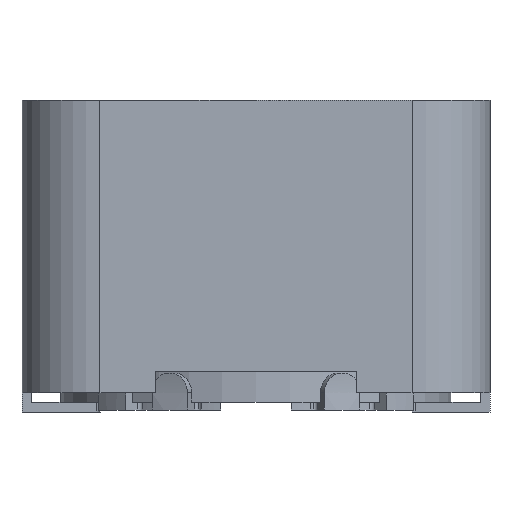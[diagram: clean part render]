
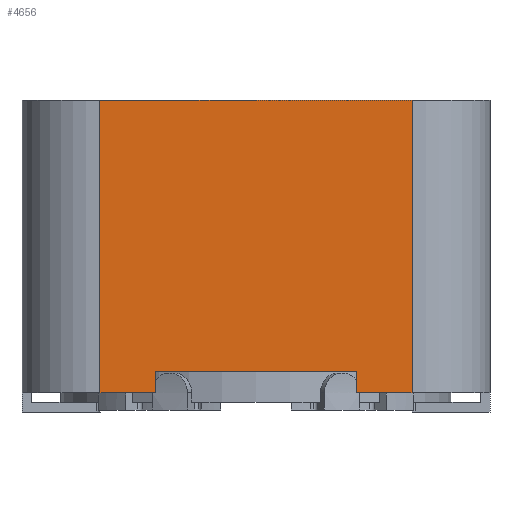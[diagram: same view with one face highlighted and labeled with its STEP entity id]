
A CAD part, left-side view. The second image highlights one B-rep face of the part: STEP entity #4656.
In plain terms, the highlighted planar face has unit normal (-1, 0, 0).
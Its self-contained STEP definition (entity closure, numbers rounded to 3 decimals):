
#4074 = VERTEX_POINT('',#4075);
#4075 = CARTESIAN_POINT('',(-6.,4.,8.));
#4082 = EDGE_CURVE('',#4074,#4083,#4085,.T.);
#4083 = VERTEX_POINT('',#4084);
#4084 = CARTESIAN_POINT('',(-6.,-4.,8.));
#4085 = LINE('',#4086,#4087);
#4086 = CARTESIAN_POINT('',(-6.,6.,8.));
#4087 = VECTOR('',#4088,1.);
#4088 = DIRECTION('',(0.,-1.,0.));
#4440 = VERTEX_POINT('',#4441);
#4441 = CARTESIAN_POINT('',(-6.,-4.,0.5));
#4448 = EDGE_CURVE('',#4449,#4440,#4451,.T.);
#4449 = VERTEX_POINT('',#4450);
#4450 = CARTESIAN_POINT('',(-6.,-2.575,0.5));
#4451 = LINE('',#4452,#4453);
#4452 = CARTESIAN_POINT('',(-6.,6.,0.5));
#4453 = VECTOR('',#4454,1.);
#4454 = DIRECTION('',(0.,-1.,0.));
#4656 = ADVANCED_FACE('',(#4657),#4705,.F.);
#4657 = FACE_BOUND('',#4658,.T.);
#4658 = EDGE_LOOP('',(#4659,#4669,#4675,#4676,#4682,#4683,#4691,#4699));
#4659 = ORIENTED_EDGE('',*,*,#4660,.T.);
#4660 = EDGE_CURVE('',#4661,#4663,#4665,.T.);
#4661 = VERTEX_POINT('',#4662);
#4662 = CARTESIAN_POINT('',(-6.,2.575,1.05));
#4663 = VERTEX_POINT('',#4664);
#4664 = CARTESIAN_POINT('',(-6.,-2.575,1.05));
#4665 = LINE('',#4666,#4667);
#4666 = CARTESIAN_POINT('',(-6.,6.,1.05));
#4667 = VECTOR('',#4668,1.);
#4668 = DIRECTION('',(0.,-1.,0.));
#4669 = ORIENTED_EDGE('',*,*,#4670,.T.);
#4670 = EDGE_CURVE('',#4663,#4449,#4671,.T.);
#4671 = LINE('',#4672,#4673);
#4672 = CARTESIAN_POINT('',(-6.,-2.575,8.));
#4673 = VECTOR('',#4674,1.);
#4674 = DIRECTION('',(0.,0.,-1.));
#4675 = ORIENTED_EDGE('',*,*,#4448,.T.);
#4676 = ORIENTED_EDGE('',*,*,#4677,.F.);
#4677 = EDGE_CURVE('',#4083,#4440,#4678,.T.);
#4678 = LINE('',#4679,#4680);
#4679 = CARTESIAN_POINT('',(-6.,-4.,8.));
#4680 = VECTOR('',#4681,1.);
#4681 = DIRECTION('',(0.,0.,-1.));
#4682 = ORIENTED_EDGE('',*,*,#4082,.F.);
#4683 = ORIENTED_EDGE('',*,*,#4684,.T.);
#4684 = EDGE_CURVE('',#4074,#4685,#4687,.T.);
#4685 = VERTEX_POINT('',#4686);
#4686 = CARTESIAN_POINT('',(-6.,4.,0.5));
#4687 = LINE('',#4688,#4689);
#4688 = CARTESIAN_POINT('',(-6.,4.,8.));
#4689 = VECTOR('',#4690,1.);
#4690 = DIRECTION('',(0.,0.,-1.));
#4691 = ORIENTED_EDGE('',*,*,#4692,.T.);
#4692 = EDGE_CURVE('',#4685,#4693,#4695,.T.);
#4693 = VERTEX_POINT('',#4694);
#4694 = CARTESIAN_POINT('',(-6.,2.575,0.5));
#4695 = LINE('',#4696,#4697);
#4696 = CARTESIAN_POINT('',(-6.,6.,0.5));
#4697 = VECTOR('',#4698,1.);
#4698 = DIRECTION('',(0.,-1.,0.));
#4699 = ORIENTED_EDGE('',*,*,#4700,.T.);
#4700 = EDGE_CURVE('',#4693,#4661,#4701,.T.);
#4701 = LINE('',#4702,#4703);
#4702 = CARTESIAN_POINT('',(-6.,2.575,8.));
#4703 = VECTOR('',#4704,1.);
#4704 = DIRECTION('',(0.,0.,1.));
#4705 = PLANE('',#4706);
#4706 = AXIS2_PLACEMENT_3D('',#4707,#4708,#4709);
#4707 = CARTESIAN_POINT('',(-6.,6.,8.));
#4708 = DIRECTION('',(1.,0.,0.));
#4709 = DIRECTION('',(0.,0.,-1.));
